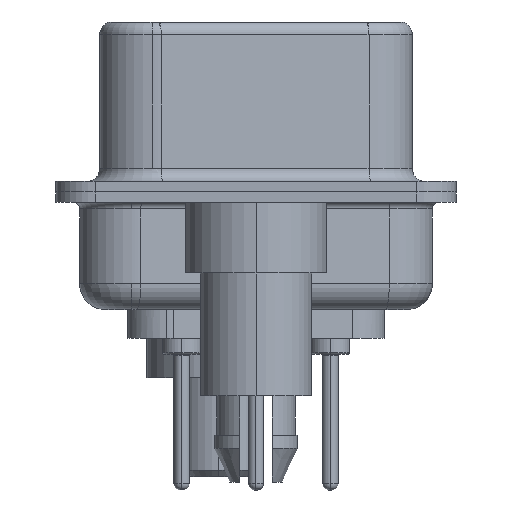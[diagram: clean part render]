
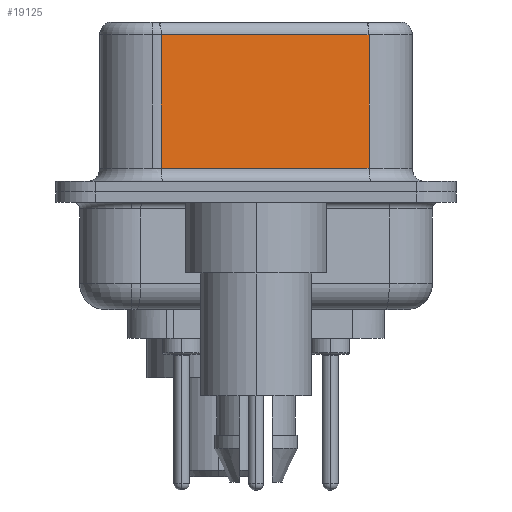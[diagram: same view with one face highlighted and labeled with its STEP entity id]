
A CAD part, left-side view. The second image highlights one B-rep face of the part: STEP entity #19125.
In plain terms, the highlighted planar face has unit normal (-0.985, -0.174, 0).
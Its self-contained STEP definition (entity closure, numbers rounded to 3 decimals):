
#1066 = EDGE_LOOP ( 'NONE', ( #20309, #12281, #15717, #5521 ) ) ;
#2310 = EDGE_CURVE ( 'NONE', #5576, #25034, #28308, .T. ) ;
#3969 = LINE ( 'NONE', #22873, #21263 ) ;
#4143 = VERTEX_POINT ( 'NONE', #16200 ) ;
#4430 = VECTOR ( 'NONE', #15015, 1000. ) ;
#5026 = DIRECTION ( 'NONE',  ( -0.174, 0.985, 0. ) ) ;
#5384 = LINE ( 'NONE', #21388, #28658 ) ;
#5521 = ORIENTED_EDGE ( 'NONE', *, *, #22597, .T. ) ;
#5576 = VERTEX_POINT ( 'NONE', #9672 ) ;
#6379 = DIRECTION ( 'NONE',  ( 0., 0., -1. ) ) ;
#6535 = CARTESIAN_POINT ( 'NONE',  ( 5.132, -4.322, 0.9 ) ) ;
#7505 = EDGE_CURVE ( 'NONE', #4143, #20411, #28418, .T. ) ;
#9106 = AXIS2_PLACEMENT_3D ( 'NONE', #24215, #10713, #26492 ) ;
#9672 = CARTESIAN_POINT ( 'NONE',  ( 3.73, 3.628, 6.02 ) ) ;
#10695 = CARTESIAN_POINT ( 'NONE',  ( 3.73, 3.628, 6.52 ) ) ;
#10713 = DIRECTION ( 'NONE',  ( 0.985, 0.174, 0. ) ) ;
#12281 = ORIENTED_EDGE ( 'NONE', *, *, #14217, .T. ) ;
#12415 = DIRECTION ( 'NONE',  ( 0.174, -0.985, 0. ) ) ;
#13941 = CARTESIAN_POINT ( 'NONE',  ( 3.73, 3.628, 0.9 ) ) ;
#14217 = EDGE_CURVE ( 'NONE', #4143, #5576, #3969, .T. ) ;
#15015 = DIRECTION ( 'NONE',  ( 0., 0., -1. ) ) ;
#15343 = CARTESIAN_POINT ( 'NONE',  ( 5.132, -4.322, 6.52 ) ) ;
#15609 = VECTOR ( 'NONE', #6379, 1000. ) ;
#15717 = ORIENTED_EDGE ( 'NONE', *, *, #2310, .T. ) ;
#15748 = FACE_OUTER_BOUND ( 'NONE', #1066, .T. ) ;
#16200 = CARTESIAN_POINT ( 'NONE',  ( 5.132, -4.322, 6.02 ) ) ;
#19125 = ADVANCED_FACE ( 'NONE', ( #15748 ), #21855, .F. ) ;
#20309 = ORIENTED_EDGE ( 'NONE', *, *, #7505, .F. ) ;
#20411 = VERTEX_POINT ( 'NONE', #6535 ) ;
#21263 = VECTOR ( 'NONE', #5026, 1000. ) ;
#21388 = CARTESIAN_POINT ( 'NONE',  ( 5.132, -4.322, 0.9 ) ) ;
#21855 = PLANE ( 'NONE',  #9106 ) ;
#22597 = EDGE_CURVE ( 'NONE', #25034, #20411, #5384, .T. ) ;
#22873 = CARTESIAN_POINT ( 'NONE',  ( 5.132, -4.322, 6.02 ) ) ;
#24215 = CARTESIAN_POINT ( 'NONE',  ( 5.132, -4.322, 6.52 ) ) ;
#25034 = VERTEX_POINT ( 'NONE', #13941 ) ;
#26492 = DIRECTION ( 'NONE',  ( -0.174, 0.985, 0. ) ) ;
#28308 = LINE ( 'NONE', #10695, #15609 ) ;
#28418 = LINE ( 'NONE', #15343, #4430 ) ;
#28658 = VECTOR ( 'NONE', #12415, 1000. ) ;
